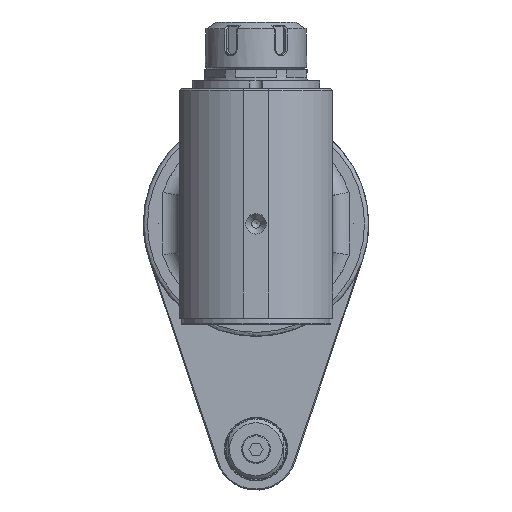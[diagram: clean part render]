
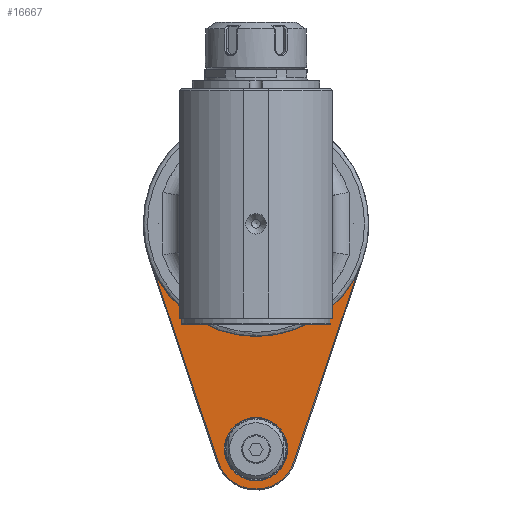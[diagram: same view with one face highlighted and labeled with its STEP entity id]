
A CAD part, front view. The second image highlights one B-rep face of the part: STEP entity #16667.
In plain terms, the highlighted planar face has unit normal (0, -1, 0).
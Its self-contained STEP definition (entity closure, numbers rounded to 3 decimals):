
#514=FACE_BOUND('',#2604,.T.);
#792=PLANE('',#18181);
#1580=FACE_OUTER_BOUND('',#2603,.T.);
#2603=EDGE_LOOP('',(#13842,#13843,#13844,#13845,#13846,#13847,#13848,#13849,
#13850,#13851,#13852,#13853,#13854,#13855));
#2604=EDGE_LOOP('',(#13856));
#3813=CIRCLE('',#18180,15.45);
#3814=CIRCLE('',#18182,54.5);
#3815=CIRCLE('',#18183,19.5);
#3816=CIRCLE('',#18184,54.5);
#3817=CIRCLE('',#18185,54.5);
#3818=CIRCLE('',#18186,40.2);
#3819=CIRCLE('',#18187,54.5);
#4842=LINE('',#29823,#6214);
#4843=LINE('',#29825,#6215);
#4844=LINE('',#29829,#6216);
#4845=LINE('',#29833,#6217);
#4846=LINE('',#29837,#6218);
#4847=LINE('',#29839,#6219);
#4848=LINE('',#29843,#6220);
#4849=LINE('',#29847,#6221);
#6214=VECTOR('',#21696,0.704);
#6215=VECTOR('',#21697,0.704);
#6216=VECTOR('',#21700,10.);
#6217=VECTOR('',#21703,10.);
#6218=VECTOR('',#21706,0.704);
#6219=VECTOR('',#21707,0.704);
#6220=VECTOR('',#21710,10.);
#6221=VECTOR('',#21713,10.);
#7938=VERTEX_POINT('',#29817);
#7939=VERTEX_POINT('',#29821);
#7940=VERTEX_POINT('',#29822);
#7941=VERTEX_POINT('',#29824);
#7942=VERTEX_POINT('',#29826);
#7943=VERTEX_POINT('',#29828);
#7944=VERTEX_POINT('',#29830);
#7945=VERTEX_POINT('',#29832);
#7946=VERTEX_POINT('',#29834);
#7947=VERTEX_POINT('',#29836);
#7948=VERTEX_POINT('',#29838);
#7949=VERTEX_POINT('',#29840);
#7950=VERTEX_POINT('',#29842);
#7951=VERTEX_POINT('',#29844);
#7952=VERTEX_POINT('',#29846);
#10031=EDGE_CURVE('',#7938,#7938,#3813,.T.);
#10032=EDGE_CURVE('',#7939,#7940,#4842,.T.);
#10033=EDGE_CURVE('',#7941,#7939,#4843,.T.);
#10034=EDGE_CURVE('',#7942,#7941,#3814,.T.);
#10035=EDGE_CURVE('',#7943,#7942,#4844,.T.);
#10036=EDGE_CURVE('',#7944,#7943,#3815,.T.);
#10037=EDGE_CURVE('',#7945,#7944,#4845,.T.);
#10038=EDGE_CURVE('',#7946,#7945,#3816,.T.);
#10039=EDGE_CURVE('',#7947,#7946,#4846,.T.);
#10040=EDGE_CURVE('',#7948,#7947,#4847,.T.);
#10041=EDGE_CURVE('',#7949,#7948,#3817,.T.);
#10042=EDGE_CURVE('',#7950,#7949,#4848,.T.);
#10043=EDGE_CURVE('',#7951,#7950,#3818,.T.);
#10044=EDGE_CURVE('',#7951,#7952,#4849,.T.);
#10045=EDGE_CURVE('',#7940,#7952,#3819,.T.);
#13842=ORIENTED_EDGE('',*,*,#10032,.F.);
#13843=ORIENTED_EDGE('',*,*,#10033,.F.);
#13844=ORIENTED_EDGE('',*,*,#10034,.F.);
#13845=ORIENTED_EDGE('',*,*,#10035,.F.);
#13846=ORIENTED_EDGE('',*,*,#10036,.F.);
#13847=ORIENTED_EDGE('',*,*,#10037,.F.);
#13848=ORIENTED_EDGE('',*,*,#10038,.F.);
#13849=ORIENTED_EDGE('',*,*,#10039,.F.);
#13850=ORIENTED_EDGE('',*,*,#10040,.F.);
#13851=ORIENTED_EDGE('',*,*,#10041,.F.);
#13852=ORIENTED_EDGE('',*,*,#10042,.F.);
#13853=ORIENTED_EDGE('',*,*,#10043,.F.);
#13854=ORIENTED_EDGE('',*,*,#10044,.T.);
#13855=ORIENTED_EDGE('',*,*,#10045,.F.);
#13856=ORIENTED_EDGE('',*,*,#10031,.F.);
#16667=ADVANCED_FACE('',(#1580,#514),#792,.F.);
#18180=AXIS2_PLACEMENT_3D('',#29819,#21692,#21693);
#18181=AXIS2_PLACEMENT_3D('',#29820,#21694,#21695);
#18182=AXIS2_PLACEMENT_3D('',#29827,#21698,#21699);
#18183=AXIS2_PLACEMENT_3D('',#29831,#21701,#21702);
#18184=AXIS2_PLACEMENT_3D('',#29835,#21704,#21705);
#18185=AXIS2_PLACEMENT_3D('',#29841,#21708,#21709);
#18186=AXIS2_PLACEMENT_3D('',#29845,#21711,#21712);
#18187=AXIS2_PLACEMENT_3D('',#29848,#21714,#21715);
#21692=DIRECTION('center_axis',(0.,-1.,0.));
#21693=DIRECTION('ref_axis',(0.,0.,1.));
#21694=DIRECTION('center_axis',(0.,1.,0.));
#21695=DIRECTION('ref_axis',(1.,0.,0.));
#21696=DIRECTION('',(-0.707,0.,0.707));
#21697=DIRECTION('',(0.707,0.,0.707));
#21698=DIRECTION('center_axis',(0.,1.,0.));
#21699=DIRECTION('ref_axis',(-0.948,0.,-0.318));
#21700=DIRECTION('',(-0.318,0.,0.948));
#21701=DIRECTION('center_axis',(0.,1.,0.));
#21702=DIRECTION('ref_axis',(0.,0.,1.));
#21703=DIRECTION('',(-0.318,0.,-0.948));
#21704=DIRECTION('center_axis',(0.,1.,0.));
#21705=DIRECTION('ref_axis',(1.,0.,-0.009));
#21706=DIRECTION('',(0.707,0.,-0.707));
#21707=DIRECTION('',(-0.707,0.,-0.707));
#21708=DIRECTION('center_axis',(0.,1.,0.));
#21709=DIRECTION('ref_axis',(0.014,0.,1.));
#21710=DIRECTION('',(0.,0.,1.));
#21711=DIRECTION('center_axis',(0.,-1.,0.));
#21712=DIRECTION('ref_axis',(0.019,0.,-1.));
#21713=DIRECTION('',(0.,0.,1.));
#21714=DIRECTION('center_axis',(0.,1.,0.));
#21715=DIRECTION('ref_axis',(-1.,0.,0.009));
#29817=CARTESIAN_POINT('',(0.,0.,-125.45));
#29819=CARTESIAN_POINT('Origin',(0.,0.,-110.));
#29820=CARTESIAN_POINT('Origin',(0.,0.,0.));
#29821=CARTESIAN_POINT('',(-54.,0.,0.));
#29822=CARTESIAN_POINT('',(-54.497,0.,0.497));
#29823=CARTESIAN_POINT('',(-54.,0.,0.));
#29824=CARTESIAN_POINT('',(-54.497,0.,-0.497));
#29825=CARTESIAN_POINT('',(-54.497,0.,-0.497));
#29826=CARTESIAN_POINT('',(-51.667,0.,-17.341));
#29827=CARTESIAN_POINT('Origin',(0.,0.,
0.));
#29828=CARTESIAN_POINT('',(-18.487,0.,-116.204));
#29829=CARTESIAN_POINT('',(-43.372,0.,-42.057));
#29830=CARTESIAN_POINT('',(18.487,0.,-116.204));
#29831=CARTESIAN_POINT('Origin',(0.,0.,-110.));
#29832=CARTESIAN_POINT('',(51.667,0.,-17.341));
#29833=CARTESIAN_POINT('',(43.372,0.,-42.057));
#29834=CARTESIAN_POINT('',(54.497,0.,-0.497));
#29835=CARTESIAN_POINT('Origin',(0.,0.,
0.));
#29836=CARTESIAN_POINT('',(54.,0.,0.));
#29837=CARTESIAN_POINT('',(54.,0.,0.));
#29838=CARTESIAN_POINT('',(54.497,0.,0.497));
#29839=CARTESIAN_POINT('',(54.497,0.,0.497));
#29840=CARTESIAN_POINT('',(0.75,0.,54.495));
#29841=CARTESIAN_POINT('Origin',(0.,0.,
0.));
#29842=CARTESIAN_POINT('',(0.75,0.,40.193));
#29843=CARTESIAN_POINT('',(0.75,0.,20.));
#29844=CARTESIAN_POINT('',(-0.75,0.,40.193));
#29845=CARTESIAN_POINT('Origin',(0.,0.,
0.));
#29846=CARTESIAN_POINT('',(-0.75,0.,54.495));
#29847=CARTESIAN_POINT('',(-0.75,0.,31.847));
#29848=CARTESIAN_POINT('Origin',(0.,0.,
0.));
